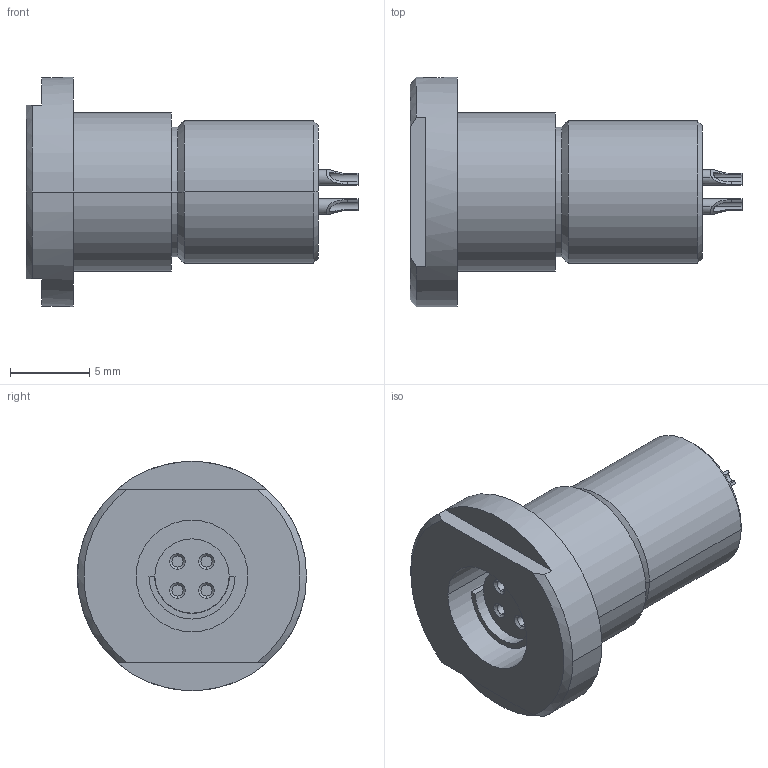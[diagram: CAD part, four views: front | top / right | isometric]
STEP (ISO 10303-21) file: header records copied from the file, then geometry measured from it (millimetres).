
FILE_DESCRIPTION((''),'2;1');
FILE_NAME('G20F1C-P04L','2021-01-25T09:57:07',('RTrager'),(''),'CREO PARAMETRIC BY PTC INC, 2018300','CREO PARAMETRIC BY PTC INC, 2018300','');
FILE_SCHEMA(('AP242_MANAGED_MODEL_BASED_3D_ENGINEERING_MIM_LF { 1 0 10303 442 1 1 4 }'));
Length unit declared in the file: millimetre
Products named in the file (1): G20F1C-P04L
Bounding box: 21 x 14.5 x 14.5 mm (x, y, z)
Volume: 1300.3 mm3; surface area: 1512.9 mm2
Topology: 1 solids, 1 shells, 92 faces, 215 edges, 138 vertices
Faces by surface type: cylinder 48, plane 26, cone 14, torus 4
Entity records: 4487 total; most frequent: CARTESIAN_POINT 694, DIRECTION 487, ORIENTED_EDGE 430, PRESENTATION_STYLE_ASSIGNMENT 296, STYLED_ITEM 232, CURVE_STYLE 215, EDGE_CURVE 215, AXIS2_PLACEMENT_3D 202
